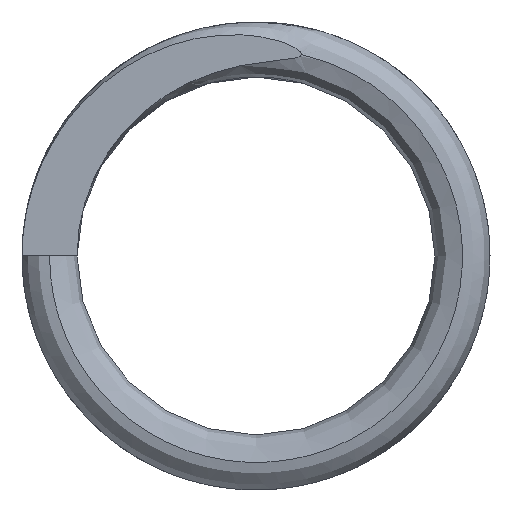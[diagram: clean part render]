
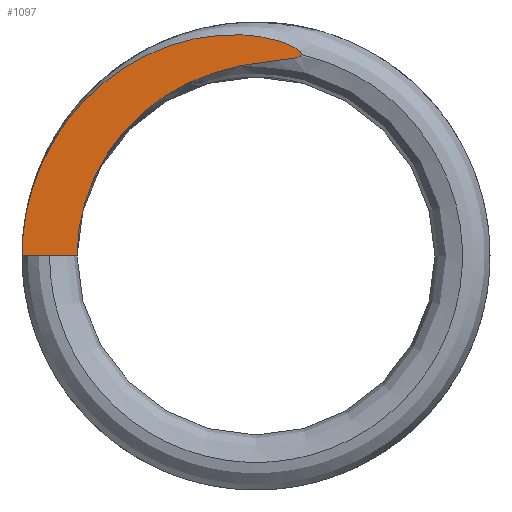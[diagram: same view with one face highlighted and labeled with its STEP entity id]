
A CAD part, left-side view. The second image highlights one B-rep face of the part: STEP entity #1097.
In plain terms, the highlighted planar face has unit normal (-1, 0, 0).
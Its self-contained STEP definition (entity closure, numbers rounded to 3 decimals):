
#33 = CARTESIAN_POINT ( 'NONE',  ( 0., 0.416, 3.434 ) ) ;
#54 = CARTESIAN_POINT ( 'NONE',  ( 0., -0.761, 3.61 ) ) ;
#62 = CARTESIAN_POINT ( 'NONE',  ( 0., -0.804, 3.632 ) ) ;
#65 = VERTEX_POINT ( 'NONE', #298 ) ;
#70 = CARTESIAN_POINT ( 'NONE',  ( 0., 3.515, 2.345 ) ) ;
#86 = DIRECTION ( 'NONE',  ( 1., 0., 0. ) ) ;
#98 = B_SPLINE_CURVE_WITH_KNOTS ( 'NONE', 3,
 ( #594, #279, #493, #1156, #156, #1148, #479, #926, #487, #1274, #1283, #162, #943, #1387, #1173, #852, #187, #1092, #210, #1307, #874, #70, #751, #1314, #647, #538, #1069, #203, #844 ),
 .UNSPECIFIED., .F., .F.,
 ( 4, 2, 2, 2, 2, 2, 2, 2, 2, 2, 1, 2, 2, 2, 4 ),
 ( 0.006, 0.006, 0.006, 0.006, 0.007, 0.007, 0.008, 0.009, 0.01, 0.01, 0.011, 0.011, 0.012, 0.013, 0.014 ),
 .UNSPECIFIED. ) ;
#104 = CARTESIAN_POINT ( 'NONE',  ( 0., 3.75, 0. ) ) ;
#156 = CARTESIAN_POINT ( 'NONE',  ( 0., -0.772, 3.741 ) ) ;
#162 = CARTESIAN_POINT ( 'NONE',  ( 0., 0.333, 4.035 ) ) ;
#187 = CARTESIAN_POINT ( 'NONE',  ( 0., 2.404, 3.425 ) ) ;
#193 = AXIS2_PLACEMENT_3D ( 'NONE', #991, #86, #531 ) ;
#203 = CARTESIAN_POINT ( 'NONE',  ( 0., 4.25, 0.314 ) ) ;
#206 = DIRECTION ( 'NONE',  ( 0., 1., 0. ) ) ;
#210 = CARTESIAN_POINT ( 'NONE',  ( 0., 2.896, 3.039 ) ) ;
#232 = CARTESIAN_POINT ( 'NONE',  ( 0., 3.25, 0. ) ) ;
#254 = VERTEX_POINT ( 'NONE', #232 ) ;
#265 = CARTESIAN_POINT ( 'NONE',  ( 0., -0.337, 3.547 ) ) ;
#271 = CARTESIAN_POINT ( 'NONE',  ( 0., -0.211, 3.535 ) ) ;
#279 = CARTESIAN_POINT ( 'NONE',  ( 0., -0.825, 3.679 ) ) ;
#298 = CARTESIAN_POINT ( 'NONE',  ( 0., 4.25, 0. ) ) ;
#348 = CARTESIAN_POINT ( 'NONE',  ( 0., -0.82, 3.659 ) ) ;
#363 = CARTESIAN_POINT ( 'NONE',  ( 0., 1.799, 2.82 ) ) ;
#370 = CARTESIAN_POINT ( 'NONE',  ( 0., -0.716, 3.596 ) ) ;
#472 = B_SPLINE_CURVE_WITH_KNOTS ( 'NONE', 3,
 ( #684, #1374, #610, #1268, #918, #1142, #1045, #836, #1368, #363, #501, #1061, #807, #33, #1261, #271, #265, #719, #936, #696, #370, #54, #601, #62, #953, #828 ),
 .UNSPECIFIED., .F., .F.,
 ( 4, 2, 2, 2, 2, 2, 2, 2, 2, 2, 2, 2, 4 ),
 ( 0., 0.001, 0.002, 0.002, 0.003, 0.004, 0.005, 0.005, 0.006, 0.006, 0.006, 0.006, 0.006 ),
 .UNSPECIFIED. ) ;
#479 = CARTESIAN_POINT ( 'NONE',  ( 0., -0.689, 3.796 ) ) ;
#482 = EDGE_LOOP ( 'NONE', ( #1159, #590, #1221 ) ) ;
#487 = CARTESIAN_POINT ( 'NONE',  ( 0., -0.51, 3.876 ) ) ;
#493 = CARTESIAN_POINT ( 'NONE',  ( 0., -0.813, 3.698 ) ) ;
#501 = CARTESIAN_POINT ( 'NONE',  ( 0., 1.586, 2.96 ) ) ;
#517 = FACE_OUTER_BOUND ( 'NONE', #482, .T. ) ;
#531 = DIRECTION ( 'NONE',  ( 0., 0., -1. ) ) ;
#538 = CARTESIAN_POINT ( 'NONE',  ( 0., 4.072, 1.236 ) ) ;
#590 = ORIENTED_EDGE ( 'NONE', *, *, #920, .T. ) ;
#594 = CARTESIAN_POINT ( 'NONE',  ( 0., -0.82, 3.659 ) ) ;
#601 = CARTESIAN_POINT ( 'NONE',  ( 0., -0.776, 3.616 ) ) ;
#610 = CARTESIAN_POINT ( 'NONE',  ( 0., 3.222, 0.506 ) ) ;
#647 = CARTESIAN_POINT ( 'NONE',  ( 0., 3.968, 1.527 ) ) ;
#673 = LINE ( 'NONE', #104, #933 ) ;
#684 = CARTESIAN_POINT ( 'NONE',  ( 0., 3.25, 0. ) ) ;
#696 = CARTESIAN_POINT ( 'NONE',  ( 0., -0.684, 3.59 ) ) ;
#719 = CARTESIAN_POINT ( 'NONE',  ( 0., -0.527, 3.567 ) ) ;
#736 = PLANE ( 'NONE',  #193 ) ;
#751 = CARTESIAN_POINT ( 'NONE',  ( 0., 3.684, 2.083 ) ) ;
#797 = VERTEX_POINT ( 'NONE', #348 ) ;
#807 = CARTESIAN_POINT ( 'NONE',  ( 0., 0.903, 3.289 ) ) ;
#828 = CARTESIAN_POINT ( 'NONE',  ( 0., -0.82, 3.659 ) ) ;
#836 = CARTESIAN_POINT ( 'NONE',  ( 0., 2.364, 2.315 ) ) ;
#844 = CARTESIAN_POINT ( 'NONE',  ( 0., 4.25, 0. ) ) ;
#852 = CARTESIAN_POINT ( 'NONE',  ( 0., 2.137, 3.583 ) ) ;
#856 = EDGE_CURVE ( 'NONE', #254, #65, #673, .T. ) ;
#874 = CARTESIAN_POINT ( 'NONE',  ( 0., 3.331, 2.596 ) ) ;
#918 = CARTESIAN_POINT ( 'NONE',  ( 0., 3.026, 1.242 ) ) ;
#920 = EDGE_CURVE ( 'NONE', #254, #797, #472, .T. ) ;
#926 = CARTESIAN_POINT ( 'NONE',  ( 0., -0.583, 3.849 ) ) ;
#933 = VECTOR ( 'NONE', #206, 1000. ) ;
#936 = CARTESIAN_POINT ( 'NONE',  ( 0., -0.59, 3.574 ) ) ;
#943 = CARTESIAN_POINT ( 'NONE',  ( 0., 0.65, 4.024 ) ) ;
#953 = CARTESIAN_POINT ( 'NONE',  ( 0., -0.817, 3.643 ) ) ;
#991 = CARTESIAN_POINT ( 'NONE',  ( 0., 0., 0. ) ) ;
#1020 = EDGE_CURVE ( 'NONE', #797, #65, #98, .T. ) ;
#1045 = CARTESIAN_POINT ( 'NONE',  ( 0., 2.675, 1.917 ) ) ;
#1061 = CARTESIAN_POINT ( 'NONE',  ( 0., 1.139, 3.193 ) ) ;
#1069 = CARTESIAN_POINT ( 'NONE',  ( 0., 4.214, 0.627 ) ) ;
#1092 = CARTESIAN_POINT ( 'NONE',  ( 0., 2.776, 3.142 ) ) ;
#1097 = ADVANCED_FACE ( 'NONE', ( #517 ), #736, .F. ) ;
#1142 = CARTESIAN_POINT ( 'NONE',  ( 0., 2.809, 1.698 ) ) ;
#1148 = CARTESIAN_POINT ( 'NONE',  ( 0., -0.724, 3.777 ) ) ;
#1156 = CARTESIAN_POINT ( 'NONE',  ( 0., -0.787, 3.729 ) ) ;
#1159 = ORIENTED_EDGE ( 'NONE', *, *, #856, .F. ) ;
#1173 = CARTESIAN_POINT ( 'NONE',  ( 0., 1.562, 3.836 ) ) ;
#1221 = ORIENTED_EDGE ( 'NONE', *, *, #1020, .T. ) ;
#1261 = CARTESIAN_POINT ( 'NONE',  ( 0., 0.168, 3.484 ) ) ;
#1268 = CARTESIAN_POINT ( 'NONE',  ( 0., 3.11, 1. ) ) ;
#1274 = CARTESIAN_POINT ( 'NONE',  ( 0., -0.285, 3.948 ) ) ;
#1283 = CARTESIAN_POINT ( 'NONE',  ( 0., -0.131, 3.978 ) ) ;
#1307 = CARTESIAN_POINT ( 'NONE',  ( 0., 3.121, 2.823 ) ) ;
#1314 = CARTESIAN_POINT ( 'NONE',  ( 0., 3.762, 1.946 ) ) ;
#1368 = CARTESIAN_POINT ( 'NONE',  ( 0., 2.189, 2.496 ) ) ;
#1374 = CARTESIAN_POINT ( 'NONE',  ( 0., 3.25, 0.255 ) ) ;
#1387 = CARTESIAN_POINT ( 'NONE',  ( 0., 1.264, 3.925 ) ) ;
